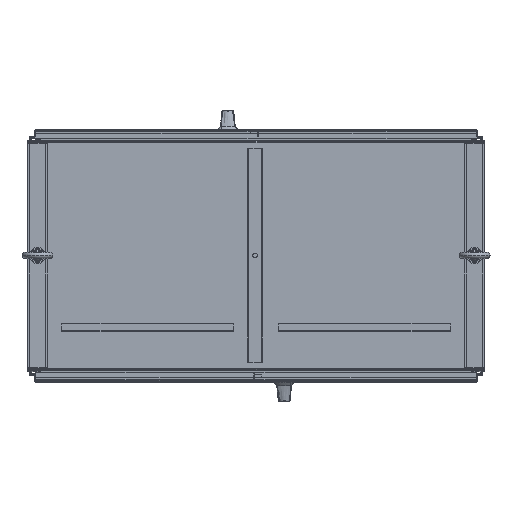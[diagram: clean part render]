
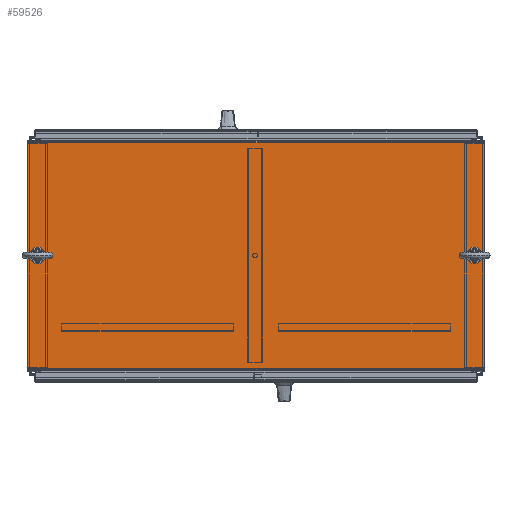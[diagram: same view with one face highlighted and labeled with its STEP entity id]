
A CAD part, top view. The second image highlights one B-rep face of the part: STEP entity #59526.
In plain terms, the highlighted planar face has unit normal (0, 0, 1).
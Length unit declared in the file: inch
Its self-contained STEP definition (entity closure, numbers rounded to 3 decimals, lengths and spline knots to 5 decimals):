
#928 = ORIENTED_EDGE ( 'NONE', *, *, #47263, .T. ) ;
#1628 = CARTESIAN_POINT ( 'NONE',  ( -23.935, -11.887, 71.965 ) ) ;
#4508 = AXIS2_PLACEMENT_3D ( 'NONE', #26554, #11063, #39595 ) ;
#5402 = CARTESIAN_POINT ( 'NONE',  ( 23.935, -12.03, 71.965 ) ) ;
#8282 = CARTESIAN_POINT ( 'NONE',  ( -22.935, 0., 71.965 ) ) ;
#8970 = FACE_BOUND ( 'NONE', #24016, .T. ) ;
#10922 = VERTEX_POINT ( 'NONE', #136329 ) ;
#11063 = DIRECTION ( 'NONE',  ( 0., 0., -1. ) ) ;
#11683 = VECTOR ( 'NONE', #139672, 39.37008 ) ;
#20044 = EDGE_LOOP ( 'NONE', ( #28828, #74624 ) ) ;
#21499 = EDGE_CURVE ( 'NONE', #160006, #116481, #114322, .T. ) ;
#23298 = CARTESIAN_POINT ( 'NONE',  ( -22.56, 0., 71.965 ) ) ;
#24016 = EDGE_LOOP ( 'NONE', ( #73837, #147196 ) ) ;
#26039 = CARTESIAN_POINT ( 'NONE',  ( 23.935, 11.887, 71.965 ) ) ;
#26554 = CARTESIAN_POINT ( 'NONE',  ( -22.935, 0., 71.965 ) ) ;
#28828 = ORIENTED_EDGE ( 'NONE', *, *, #108451, .T. ) ;
#36438 = CARTESIAN_POINT ( 'NONE',  ( 22.935, 0., 71.965 ) ) ;
#38117 = EDGE_CURVE ( 'NONE', #46114, #10922, #140097, .T. ) ;
#39595 = DIRECTION ( 'NONE',  ( 1., 0., 0. ) ) ;
#43469 = EDGE_CURVE ( 'NONE', #113789, #160006, #151141, .T. ) ;
#46114 = VERTEX_POINT ( 'NONE', #158410 ) ;
#46181 = LINE ( 'NONE', #5402, #49898 ) ;
#46293 = DIRECTION ( 'NONE',  ( 0., 0., -1. ) ) ;
#47263 = EDGE_CURVE ( 'NONE', #116481, #152077, #46181, .T. ) ;
#49898 = VECTOR ( 'NONE', #131208, 39.37008 ) ;
#52712 = CARTESIAN_POINT ( 'NONE',  ( -23.31, 0., 71.965 ) ) ;
#58769 = DIRECTION ( 'NONE',  ( 1., 0., 0. ) ) ;
#59526 = ADVANCED_FACE ( 'NONE', ( #108610, #134756, #8970 ), #72635, .T. ) ;
#65767 = DIRECTION ( 'NONE',  ( -1., 0., 0. ) ) ;
#68108 = CARTESIAN_POINT ( 'NONE',  ( -23.935, -11.887, 71.965 ) ) ;
#69624 = AXIS2_PLACEMENT_3D ( 'NONE', #137105, #159953, #146898 ) ;
#72435 = CARTESIAN_POINT ( 'NONE',  ( 23.935, -11.887, 71.965 ) ) ;
#72635 = PLANE ( 'NONE',  #114553 ) ;
#73837 = ORIENTED_EDGE ( 'NONE', *, *, #83080, .T. ) ;
#74624 = ORIENTED_EDGE ( 'NONE', *, *, #159868, .T. ) ;
#78452 = CIRCLE ( 'NONE', #125476, 0.375 ) ;
#83080 = EDGE_CURVE ( 'NONE', #10922, #46114, #116587, .T. ) ;
#95685 = CIRCLE ( 'NONE', #4508, 0.375 ) ;
#100065 = VECTOR ( 'NONE', #113530, 39.37008 ) ;
#105949 = VERTEX_POINT ( 'NONE', #23298 ) ;
#108451 = EDGE_CURVE ( 'NONE', #105949, #130575, #78452, .T. ) ;
#108610 = FACE_OUTER_BOUND ( 'NONE', #132093, .T. ) ;
#113530 = DIRECTION ( 'NONE',  ( 0., -1., 0. ) ) ;
#113789 = VERTEX_POINT ( 'NONE', #127693 ) ;
#114322 = LINE ( 'NONE', #1628, #11683 ) ;
#114553 = AXIS2_PLACEMENT_3D ( 'NONE', #135564, #122493, #58769 ) ;
#116425 = ORIENTED_EDGE ( 'NONE', *, *, #21499, .T. ) ;
#116481 = VERTEX_POINT ( 'NONE', #72435 ) ;
#116587 = CIRCLE ( 'NONE', #137512, 0.375 ) ;
#122493 = DIRECTION ( 'NONE',  ( 0., 0., 1. ) ) ;
#123536 = EDGE_CURVE ( 'NONE', #152077, #113789, #154001, .T. ) ;
#125476 = AXIS2_PLACEMENT_3D ( 'NONE', #8282, #143927, #131670 ) ;
#126280 = CARTESIAN_POINT ( 'NONE',  ( -23.935, 11.887, 71.965 ) ) ;
#126627 = CARTESIAN_POINT ( 'NONE',  ( -23.935, -12.03, 71.965 ) ) ;
#127693 = CARTESIAN_POINT ( 'NONE',  ( -23.935, 11.887, 71.965 ) ) ;
#129000 = ORIENTED_EDGE ( 'NONE', *, *, #123536, .T. ) ;
#129990 = VECTOR ( 'NONE', #65767, 39.37008 ) ;
#130575 = VERTEX_POINT ( 'NONE', #52712 ) ;
#131208 = DIRECTION ( 'NONE',  ( 0., 1., 0. ) ) ;
#131670 = DIRECTION ( 'NONE',  ( 1., 0., 0. ) ) ;
#132093 = EDGE_LOOP ( 'NONE', ( #135612, #116425, #928, #129000 ) ) ;
#134756 = FACE_BOUND ( 'NONE', #20044, .T. ) ;
#135564 = CARTESIAN_POINT ( 'NONE',  ( -23.935, -12.03, 71.965 ) ) ;
#135612 = ORIENTED_EDGE ( 'NONE', *, *, #43469, .T. ) ;
#136329 = CARTESIAN_POINT ( 'NONE',  ( 23.31, 0., 71.965 ) ) ;
#137105 = CARTESIAN_POINT ( 'NONE',  ( 22.935, 0., 71.965 ) ) ;
#137512 = AXIS2_PLACEMENT_3D ( 'NONE', #36438, #46293, #147552 ) ;
#139672 = DIRECTION ( 'NONE',  ( 1., 0., 0. ) ) ;
#140097 = CIRCLE ( 'NONE', #69624, 0.375 ) ;
#143927 = DIRECTION ( 'NONE',  ( 0., 0., -1. ) ) ;
#146898 = DIRECTION ( 'NONE',  ( 1., 0., 0. ) ) ;
#147196 = ORIENTED_EDGE ( 'NONE', *, *, #38117, .T. ) ;
#147552 = DIRECTION ( 'NONE',  ( 1., 0., 0. ) ) ;
#151141 = LINE ( 'NONE', #126627, #100065 ) ;
#152077 = VERTEX_POINT ( 'NONE', #26039 ) ;
#154001 = LINE ( 'NONE', #126280, #129990 ) ;
#158410 = CARTESIAN_POINT ( 'NONE',  ( 22.56, 0., 71.965 ) ) ;
#159868 = EDGE_CURVE ( 'NONE', #130575, #105949, #95685, .T. ) ;
#159953 = DIRECTION ( 'NONE',  ( 0., 0., -1. ) ) ;
#160006 = VERTEX_POINT ( 'NONE', #68108 ) ;
